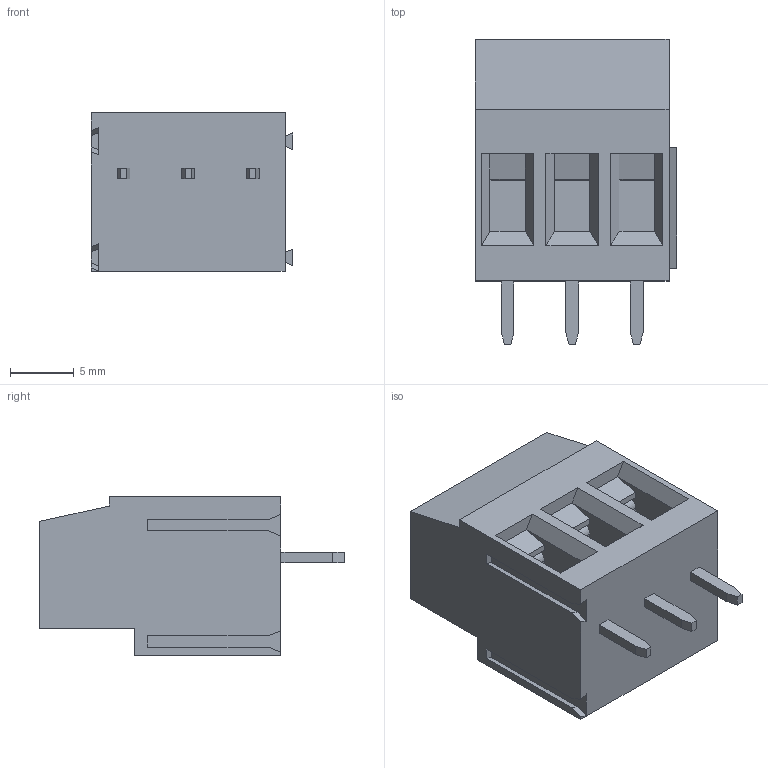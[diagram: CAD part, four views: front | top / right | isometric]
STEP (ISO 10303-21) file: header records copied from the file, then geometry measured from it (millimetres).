
FILE_DESCRIPTION(('STEP AP214'),'1');
FILE_NAME('MVSP253-5.08-V.stp','2014-06-13T09:35:17',(' '),(' '),'Spatial InterOp 3D',' ',' ');
FILE_SCHEMA(('automotive_design'));
Length unit declared in the file: metre
Products named in the file (1): 1
Bounding box: 15.84 x 24 x 12.5 mm (x, y, z)
Volume: 2717.2 mm3; surface area: 2741.2 mm2
Topology: 1 solids, 4 shells, 317 faces, 891 edges, 590 vertices
Faces by surface type: plane 296, cylinder 18, cone 3
Full cylindrical faces by diameter (mm): 2.5 x3, 2.6 x3, 3.8 x3, 4 x3
Entity records: 12449 total; most frequent: CARTESIAN_POINT 1766, ORIENTED_EDGE 1734, DIRECTION 1548, EDGE_CURVE 867, LINE 822, VECTOR 822, VERTEX_POINT 581, AXIS2_PLACEMENT_3D 363
